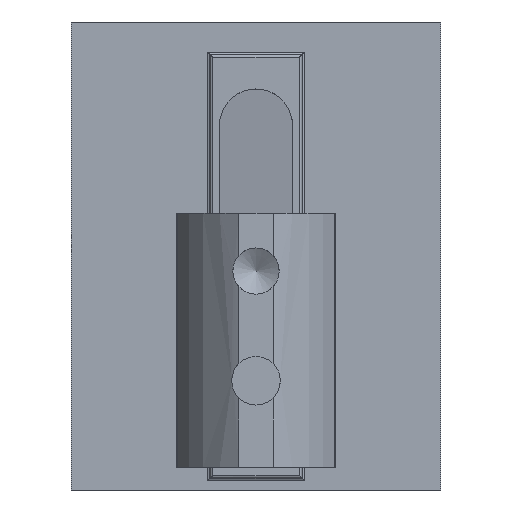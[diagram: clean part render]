
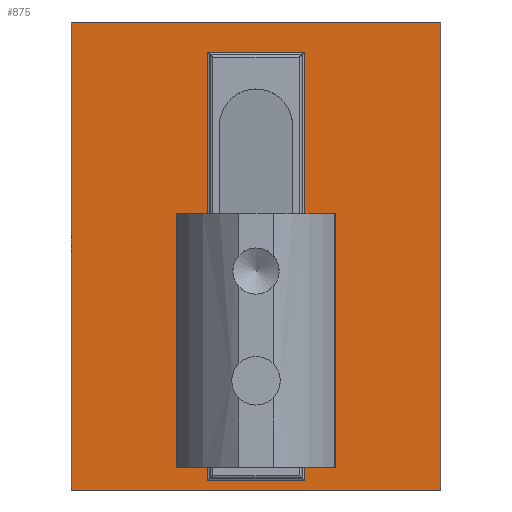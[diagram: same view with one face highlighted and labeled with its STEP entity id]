
A CAD part, front view. The second image highlights one B-rep face of the part: STEP entity #875.
In plain terms, the highlighted planar face has unit normal (0, -1, 0).
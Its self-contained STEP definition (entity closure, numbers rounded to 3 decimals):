
#875=ADVANCED_FACE('',(#982,#983),#984,.F.);
#982=FACE_OUTER_BOUND('',#1120,.T.);
#983=FACE_BOUND('',#1121,.T.);
#984=PLANE('',#1122);
#1120=EDGE_LOOP('',(#1426,#1427,#1428,#1429));
#1121=EDGE_LOOP('',(#1430,#1431,#1432,#1433));
#1122=AXIS2_PLACEMENT_3D('',#1434,#1435,#1436);
#1426=ORIENTED_EDGE('',*,*,#1694,.T.);
#1427=ORIENTED_EDGE('',*,*,#1680,.F.);
#1428=ORIENTED_EDGE('',*,*,#1695,.F.);
#1429=ORIENTED_EDGE('',*,*,#1696,.T.);
#1430=ORIENTED_EDGE('',*,*,#1697,.F.);
#1431=ORIENTED_EDGE('',*,*,#1698,.F.);
#1432=ORIENTED_EDGE('',*,*,#1699,.T.);
#1433=ORIENTED_EDGE('',*,*,#1700,.T.);
#1434=CARTESIAN_POINT('',(16.0,2.7,-8.64));
#1435=DIRECTION('',(-0.0,1.0,0.0));
#1436=DIRECTION('',(1.0,0.0,0.0));
#1680=EDGE_CURVE('',#1856,#1850,#1858,.T.);
#1694=EDGE_CURVE('',#1882,#1850,#1883,.T.);
#1695=EDGE_CURVE('',#1884,#1856,#1885,.T.);
#1696=EDGE_CURVE('',#1884,#1882,#1886,.T.);
#1697=EDGE_CURVE('',#1887,#1888,#1889,.T.);
#1698=EDGE_CURVE('',#1890,#1887,#1891,.T.);
#1699=EDGE_CURVE('',#1890,#1892,#1893,.T.);
#1700=EDGE_CURVE('',#1892,#1888,#1894,.T.);
#1850=VERTEX_POINT('',#2244);
#1856=VERTEX_POINT('',#2252);
#1858=LINE('',#2255,#2256);
#1882=VERTEX_POINT('',#2289);
#1883=LINE('',#2290,#2291);
#1884=VERTEX_POINT('',#2292);
#1885=LINE('',#2293,#2294);
#1886=LINE('',#2295,#2296);
#1887=VERTEX_POINT('',#2297);
#1888=VERTEX_POINT('',#2298);
#1889=LINE('',#2299,#2300);
#1890=VERTEX_POINT('',#2301);
#1891=LINE('',#2302,#2303);
#1892=VERTEX_POINT('',#2304);
#1893=LINE('',#2305,#2306);
#1894=LINE('',#2307,#2308);
#2244=CARTESIAN_POINT('',(-16.0,2.7,-9.45));
#2252=CARTESIAN_POINT('',(16.0,2.7,-9.45));
#2255=CARTESIAN_POINT('',(16.0,2.7,-9.45));
#2256=VECTOR('',#2488,1.0);
#2289=CARTESIAN_POINT('',(-16.0,2.7,31.05));
#2290=CARTESIAN_POINT('',(-16.0,2.7,-8.64));
#2291=VECTOR('',#2510,1.0);
#2292=CARTESIAN_POINT('',(16.0,2.7,31.05));
#2293=CARTESIAN_POINT('',(16.0,2.7,31.05));
#2294=VECTOR('',#2511,1.0);
#2295=CARTESIAN_POINT('',(16.0,2.7,31.05));
#2296=VECTOR('',#2512,1.0);
#2297=CARTESIAN_POINT('',(-4.2,2.7,28.45));
#2298=CARTESIAN_POINT('',(-4.2,2.7,-8.64));
#2299=CARTESIAN_POINT('',(-4.2,2.7,30.0));
#2300=VECTOR('',#2513,1.0);
#2301=CARTESIAN_POINT('',(4.2,2.7,28.45));
#2302=CARTESIAN_POINT('',(16.0,2.7,28.45));
#2303=VECTOR('',#2514,1.0);
#2304=CARTESIAN_POINT('',(4.2,2.7,-8.64));
#2305=CARTESIAN_POINT('',(4.2,2.7,30.0));
#2306=VECTOR('',#2515,1.0);
#2307=CARTESIAN_POINT('',(16.0,2.7,-8.64));
#2308=VECTOR('',#2516,1.0);
#2488=DIRECTION('',(-1.0,0.0,0.0));
#2510=DIRECTION('',(0.0,0.0,-1.0));
#2511=DIRECTION('',(0.0,0.0,-1.0));
#2512=DIRECTION('',(-1.0,0.0,0.0));
#2513=DIRECTION('',(0.0,0.0,-1.0));
#2514=DIRECTION('',(-1.0,0.0,0.0));
#2515=DIRECTION('',(0.0,0.0,-1.0));
#2516=DIRECTION('',(-1.0,0.0,0.0));
